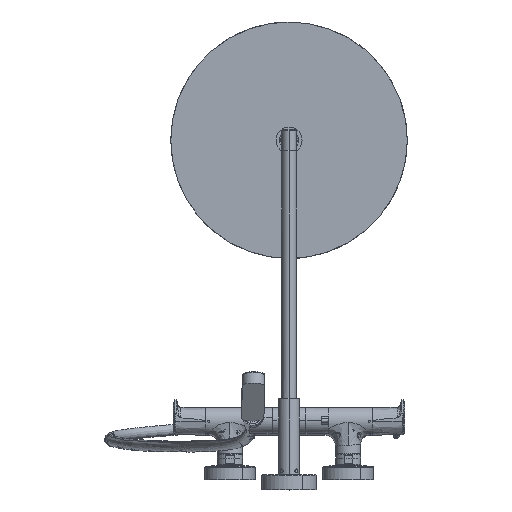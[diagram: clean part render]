
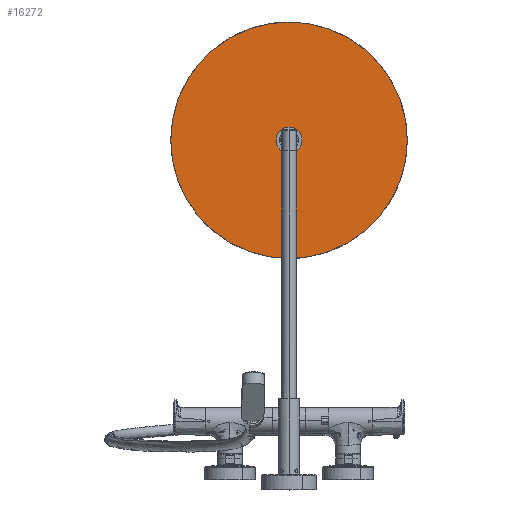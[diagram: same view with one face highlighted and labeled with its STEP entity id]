
A CAD part, top view. The second image highlights one B-rep face of the part: STEP entity #16272.
In plain terms, the highlighted planar face has unit normal (0, 0, 1).
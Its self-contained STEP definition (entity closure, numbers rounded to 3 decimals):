
#16189=CARTESIAN_POINT('Axis2P3D Location',(0.,354.7,1081.9)) ;
#16194=CARTESIAN_POINT('Axis2P3D Location',(0.,354.7,1081.9)) ;
#16198=CARTESIAN_POINT('Vertex',(0.,204.7,1081.9)) ;
#16200=CARTESIAN_POINT('Vertex',(0.,504.7,1081.9)) ;
#16203=CARTESIAN_POINT('Axis2P3D Location',(0.,354.7,1081.9)) ;
#16213=CARTESIAN_POINT('Control Point',(0.,338.2,1081.9)) ;
#16214=CARTESIAN_POINT('Control Point',(-1.592,338.2,1081.9)) ;
#16215=CARTESIAN_POINT('Control Point',(-3.184,338.392,1081.9)) ;
#16216=CARTESIAN_POINT('Control Point',(-4.745,338.776,1081.9)) ;
#16217=CARTESIAN_POINT('Control Point',(-7.744,339.913,1081.9)) ;
#16218=CARTESIAN_POINT('Control Point',(-10.386,341.73,1081.9)) ;
#16219=CARTESIAN_POINT('Control Point',(-11.591,342.795,1081.9)) ;
#16220=CARTESIAN_POINT('Control Point',(-13.72,345.193,1081.9)) ;
#16221=CARTESIAN_POINT('Control Point',(-15.218,348.029,1081.9)) ;
#16222=CARTESIAN_POINT('Control Point',(-15.791,349.531,1081.9)) ;
#16223=CARTESIAN_POINT('Control Point',(-16.565,352.643,1081.9)) ;
#16224=CARTESIAN_POINT('Control Point',(-16.576,355.85,1081.9)) ;
#16225=CARTESIAN_POINT('Control Point',(-16.387,357.447,1081.9)) ;
#16226=CARTESIAN_POINT('Control Point',(-15.629,360.563,1081.9)) ;
#16227=CARTESIAN_POINT('Control Point',(-14.151,363.409,1081.9)) ;
#16228=CARTESIAN_POINT('Control Point',(-13.243,364.736,1081.9)) ;
#16229=CARTESIAN_POINT('Control Point',(-11.125,367.144,1081.9)) ;
#16230=CARTESIAN_POINT('Control Point',(-8.496,368.98,1081.9)) ;
#16231=CARTESIAN_POINT('Control Point',(-7.076,369.734,1081.9)) ;
#16232=CARTESIAN_POINT('Control Point',(-4.813,370.604,1081.9)) ;
#16233=CARTESIAN_POINT('Control Point',(-2.442,371.049,1081.9)) ;
#16234=CARTESIAN_POINT('Control Point',(-1.631,371.15,1081.9)) ;
#16235=CARTESIAN_POINT('Control Point',(-0.815,371.2,1081.9)) ;
#16236=CARTESIAN_POINT('Control Point',(0.,371.2,1081.9)) ;
#16237=CARTESIAN_POINT('Vertex',(0.,338.2,1081.9)) ;
#16239=CARTESIAN_POINT('Vertex',(0.,371.2,1081.9)) ;
#16243=CARTESIAN_POINT('Control Point',(0.,371.2,1081.9)) ;
#16244=CARTESIAN_POINT('Control Point',(1.592,371.2,1081.9)) ;
#16245=CARTESIAN_POINT('Control Point',(3.184,371.008,1081.9)) ;
#16246=CARTESIAN_POINT('Control Point',(4.745,370.624,1081.9)) ;
#16247=CARTESIAN_POINT('Control Point',(7.744,369.487,1081.9)) ;
#16248=CARTESIAN_POINT('Control Point',(10.386,367.67,1081.9)) ;
#16249=CARTESIAN_POINT('Control Point',(11.591,366.605,1081.9)) ;
#16250=CARTESIAN_POINT('Control Point',(13.72,364.207,1081.9)) ;
#16251=CARTESIAN_POINT('Control Point',(15.218,361.371,1081.9)) ;
#16252=CARTESIAN_POINT('Control Point',(15.791,359.869,1081.9)) ;
#16253=CARTESIAN_POINT('Control Point',(16.565,356.757,1081.9)) ;
#16254=CARTESIAN_POINT('Control Point',(16.576,353.55,1081.9)) ;
#16255=CARTESIAN_POINT('Control Point',(16.387,351.953,1081.9)) ;
#16256=CARTESIAN_POINT('Control Point',(15.629,348.837,1081.9)) ;
#16257=CARTESIAN_POINT('Control Point',(14.151,345.991,1081.9)) ;
#16258=CARTESIAN_POINT('Control Point',(13.243,344.664,1081.9)) ;
#16259=CARTESIAN_POINT('Control Point',(11.125,342.256,1081.9)) ;
#16260=CARTESIAN_POINT('Control Point',(8.496,340.42,1081.9)) ;
#16261=CARTESIAN_POINT('Control Point',(7.076,339.666,1081.9)) ;
#16262=CARTESIAN_POINT('Control Point',(4.813,338.796,1081.9)) ;
#16263=CARTESIAN_POINT('Control Point',(2.442,338.351,1081.9)) ;
#16264=CARTESIAN_POINT('Control Point',(1.631,338.25,1081.9)) ;
#16265=CARTESIAN_POINT('Control Point',(0.815,338.2,1081.9)) ;
#16266=CARTESIAN_POINT('Control Point',(0.,338.2,1081.9)) ;
#16190=DIRECTION('Axis2P3D Direction',(-0.,0.,1.)) ;
#16191=DIRECTION('Axis2P3D XDirection',(0.,-1.,0.)) ;
#16195=DIRECTION('Axis2P3D Direction',(-0.,0.,1.)) ;
#16204=DIRECTION('Axis2P3D Direction',(-0.,0.,1.)) ;
#16192=AXIS2_PLACEMENT_3D('Plane Axis2P3D',#16189,#16190,#16191) ;
#16196=AXIS2_PLACEMENT_3D('Circle Axis2P3D',#16194,#16195,$) ;
#16205=AXIS2_PLACEMENT_3D('Circle Axis2P3D',#16203,#16204,$) ;
#16197=CIRCLE('generated circle',#16196,150.) ;
#16206=CIRCLE('generated circle',#16205,150.) ;
#16193=PLANE('',#16192) ;
#16271=FACE_BOUND('',#16268,.T.) ;
#16202=EDGE_CURVE('',#16199,#16201,#16197,.T.) ;
#16207=EDGE_CURVE('',#16201,#16199,#16206,.T.) ;
#16241=EDGE_CURVE('',#16238,#16240,#16212,.T.) ;
#16267=EDGE_CURVE('',#16240,#16238,#16242,.T.) ;
#16209=ORIENTED_EDGE('',*,*,#16202,.T.) ;
#16210=ORIENTED_EDGE('',*,*,#16207,.T.) ;
#16269=ORIENTED_EDGE('',*,*,#16241,.T.) ;
#16270=ORIENTED_EDGE('',*,*,#16267,.T.) ;
#16208=EDGE_LOOP('',(#16209,#16210)) ;
#16268=EDGE_LOOP('',(#16269,#16270)) ;
#16199=VERTEX_POINT('',#16198) ;
#16201=VERTEX_POINT('',#16200) ;
#16238=VERTEX_POINT('',#16237) ;
#16240=VERTEX_POINT('',#16239) ;
#16272=ADVANCED_FACE('Product4_AllCATPart.1',(#16211,#16271),#16193,.T.) ;
#16212=B_SPLINE_CURVE_WITH_KNOTS('',5,(#16213,#16214,#16215,#16216,#16217,#16218,#16219,#16220,#16221,#16222,#16223,#16224,#16225,#16226,#16227,#16228,#16229,#16230,#16231,#16232,#16233,#16234,#16235,#16236),.UNSPECIFIED.,.F.,.U.,(6,3,3,3,3,3,3,6),(0.,11.257,22.514,33.771,45.028,56.284,67.541,73.307),.UNSPECIFIED.) ;
#16242=B_SPLINE_CURVE_WITH_KNOTS('',5,(#16243,#16244,#16245,#16246,#16247,#16248,#16249,#16250,#16251,#16252,#16253,#16254,#16255,#16256,#16257,#16258,#16259,#16260,#16261,#16262,#16263,#16264,#16265,#16266),.UNSPECIFIED.,.F.,.U.,(6,3,3,3,3,3,3,6),(0.,11.257,22.514,33.771,45.028,56.284,67.541,73.307),.UNSPECIFIED.) ;
#16211=FACE_OUTER_BOUND('',#16208,.T.) ;
